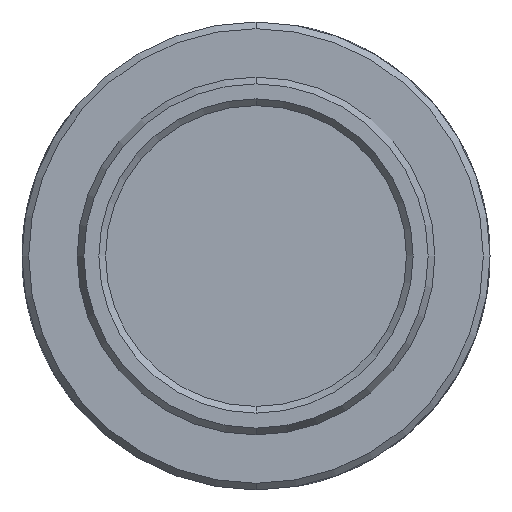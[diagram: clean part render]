
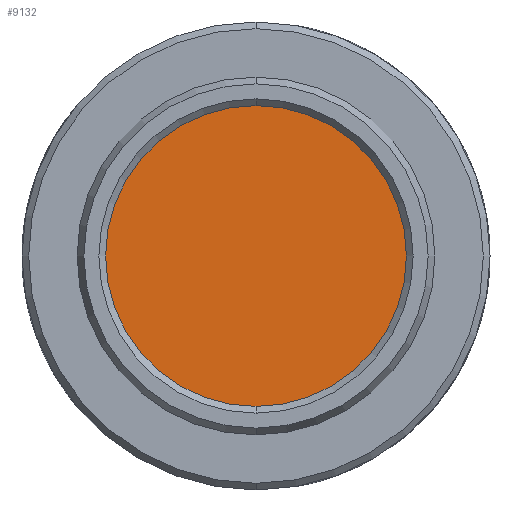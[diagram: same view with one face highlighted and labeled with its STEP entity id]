
A CAD part, left-side view. The second image highlights one B-rep face of the part: STEP entity #9132.
In plain terms, the highlighted planar face has unit normal (-1, 0, 0).
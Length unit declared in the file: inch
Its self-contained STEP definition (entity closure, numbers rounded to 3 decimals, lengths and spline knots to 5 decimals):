
#449 = DIRECTION ( 'NONE',  ( 1., 0., 0. ) ) ;
#612 = ORIENTED_EDGE ( 'NONE', *, *, #4309, .F. ) ;
#792 = VERTEX_POINT ( 'NONE', #7641 ) ;
#1474 = CARTESIAN_POINT ( 'NONE',  ( -0.095, 0., 0. ) ) ;
#2469 = DIRECTION ( 'NONE',  ( 0., 0., -1. ) ) ;
#3083 = AXIS2_PLACEMENT_3D ( 'NONE', #6351, #449, #7323 ) ;
#3241 = CARTESIAN_POINT ( 'NONE',  ( -0.095, 0., 0. ) ) ;
#3406 = CARTESIAN_POINT ( 'NONE',  ( -0.095, 0., 0.25 ) ) ;
#4097 = EDGE_CURVE ( 'NONE', #792, #9730, #7033, .T. ) ;
#4218 = DIRECTION ( 'NONE',  ( 1., 0., 0. ) ) ;
#4309 = EDGE_CURVE ( 'NONE', #9730, #792, #11386, .T. ) ;
#5516 = EDGE_LOOP ( 'NONE', ( #7414, #612 ) ) ;
#6351 = CARTESIAN_POINT ( 'NONE',  ( -0.095, 0., 0. ) ) ;
#7033 = CIRCLE ( 'NONE', #7962, 0.25 ) ;
#7323 = DIRECTION ( 'NONE',  ( 0., 0., -1. ) ) ;
#7414 = ORIENTED_EDGE ( 'NONE', *, *, #4097, .F. ) ;
#7641 = CARTESIAN_POINT ( 'NONE',  ( -0.095, 0., -0.25 ) ) ;
#7962 = AXIS2_PLACEMENT_3D ( 'NONE', #1474, #8386, #2469 ) ;
#8386 = DIRECTION ( 'NONE',  ( 1., 0., 0. ) ) ;
#9132 = ADVANCED_FACE ( 'NONE', ( #9868 ), #9155, .F. ) ;
#9155 = PLANE ( 'NONE',  #9815 ) ;
#9730 = VERTEX_POINT ( 'NONE', #3406 ) ;
#9815 = AXIS2_PLACEMENT_3D ( 'NONE', #3241, #4218, #11162 ) ;
#9868 = FACE_OUTER_BOUND ( 'NONE', #5516, .T. ) ;
#11162 = DIRECTION ( 'NONE',  ( 0., 0., -1. ) ) ;
#11386 = CIRCLE ( 'NONE', #3083, 0.25 ) ;
